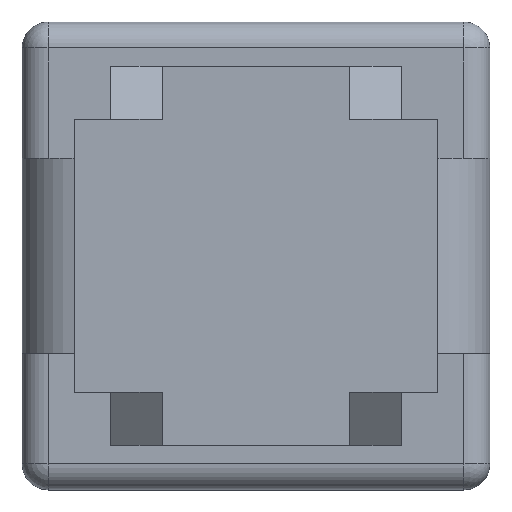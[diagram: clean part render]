
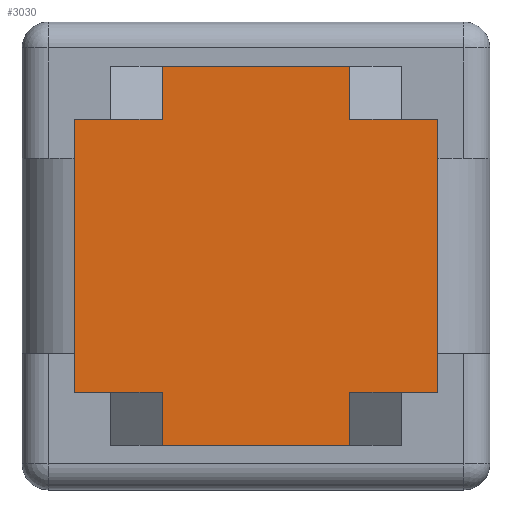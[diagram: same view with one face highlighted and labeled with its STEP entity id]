
A CAD part, top view. The second image highlights one B-rep face of the part: STEP entity #3030.
In plain terms, the highlighted planar face has unit normal (0, 0, 1).
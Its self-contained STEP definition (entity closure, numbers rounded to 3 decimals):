
#2879=CARTESIAN_POINT('',(-0.,0.,2.));
#2880=DIRECTION('',(-0.,-0.,1.));
#2881=DIRECTION('',(0.,1.,0.));
#2882=AXIS2_PLACEMENT_3D('',#2879,#2880,#2881);
#2883=PLANE('',#2882);
#2884=CARTESIAN_POINT('',(-4.625,-16.75,2.));
#2885=VERTEX_POINT('',#2884);
#2886=CARTESIAN_POINT('',(-7.,-16.75,2.));
#2887=VERTEX_POINT('',#2886);
#2888=CARTESIAN_POINT('',(-4.625,-16.75,2.));
#2889=DIRECTION('',(-1.,-0.,-0.));
#2890=VECTOR('',#2889,2.375);
#2891=LINE('',#2888,#2890);
#2892=EDGE_CURVE('',#2885,#2887,#2891,.T.);
#2893=ORIENTED_EDGE('',*,*,#2892,.F.);
#2894=CARTESIAN_POINT('',(-3.6,-16.75,2.));
#2895=VERTEX_POINT('',#2894);
#2896=CARTESIAN_POINT('',(-3.6,-16.75,2.));
#2897=DIRECTION('',(-1.,-0.,-0.));
#2898=VECTOR('',#2897,1.025);
#2899=LINE('',#2896,#2898);
#2900=EDGE_CURVE('',#2895,#2885,#2899,.T.);
#2901=ORIENTED_EDGE('',*,*,#2900,.F.);
#2902=CARTESIAN_POINT('',(-3.6,-18.8,2.));
#2903=VERTEX_POINT('',#2902);
#2904=CARTESIAN_POINT('',(-3.6,-18.8,2.));
#2905=DIRECTION('',(0.,1.,0.));
#2906=VECTOR('',#2905,2.05);
#2907=LINE('',#2904,#2906);
#2908=EDGE_CURVE('',#2903,#2895,#2907,.T.);
#2909=ORIENTED_EDGE('',*,*,#2908,.F.);
#2910=CARTESIAN_POINT('',(-0.,-18.8,2.));
#2911=VERTEX_POINT('',#2910);
#2912=CARTESIAN_POINT('',(-0.,-18.8,2.));
#2913=DIRECTION('',(-1.,0.,0.));
#2914=VECTOR('',#2913,3.6);
#2915=LINE('',#2912,#2914);
#2916=EDGE_CURVE('',#2911,#2903,#2915,.T.);
#2917=ORIENTED_EDGE('',*,*,#2916,.F.);
#2918=CARTESIAN_POINT('',(3.6,-18.8,2.));
#2919=VERTEX_POINT('',#2918);
#2920=CARTESIAN_POINT('',(3.6,-18.8,2.));
#2921=DIRECTION('',(-1.,0.,0.));
#2922=VECTOR('',#2921,3.6);
#2923=LINE('',#2920,#2922);
#2924=EDGE_CURVE('',#2919,#2911,#2923,.T.);
#2925=ORIENTED_EDGE('',*,*,#2924,.F.);
#2926=CARTESIAN_POINT('',(3.6,-16.75,2.));
#2927=VERTEX_POINT('',#2926);
#2928=CARTESIAN_POINT('',(3.6,-16.75,2.));
#2929=DIRECTION('',(-0.,-1.,-0.));
#2930=VECTOR('',#2929,2.05);
#2931=LINE('',#2928,#2930);
#2932=EDGE_CURVE('',#2927,#2919,#2931,.T.);
#2933=ORIENTED_EDGE('',*,*,#2932,.F.);
#2934=CARTESIAN_POINT('',(4.625,-16.75,2.));
#2935=VERTEX_POINT('',#2934);
#2936=CARTESIAN_POINT('',(4.625,-16.75,2.));
#2937=DIRECTION('',(-1.,-0.,-0.));
#2938=VECTOR('',#2937,1.025);
#2939=LINE('',#2936,#2938);
#2940=EDGE_CURVE('',#2935,#2927,#2939,.T.);
#2941=ORIENTED_EDGE('',*,*,#2940,.F.);
#2942=CARTESIAN_POINT('',(7.,-16.75,2.));
#2943=VERTEX_POINT('',#2942);
#2944=CARTESIAN_POINT('',(7.,-16.75,2.));
#2945=DIRECTION('',(-1.,-0.,-0.));
#2946=VECTOR('',#2945,2.375);
#2947=LINE('',#2944,#2946);
#2948=EDGE_CURVE('',#2943,#2935,#2947,.T.);
#2949=ORIENTED_EDGE('',*,*,#2948,.F.);
#2950=CARTESIAN_POINT('',(7.,-6.25,2.));
#2951=VERTEX_POINT('',#2950);
#2952=CARTESIAN_POINT('',(7.,-6.25,2.));
#2953=DIRECTION('',(-0.,-1.,-0.));
#2954=VECTOR('',#2953,10.5);
#2955=LINE('',#2952,#2954);
#2956=EDGE_CURVE('',#2951,#2943,#2955,.T.);
#2957=ORIENTED_EDGE('',*,*,#2956,.F.);
#2958=CARTESIAN_POINT('',(4.625,-6.25,2.));
#2959=VERTEX_POINT('',#2958);
#2960=CARTESIAN_POINT('',(4.625,-6.25,2.));
#2961=DIRECTION('',(1.,-0.,0.));
#2962=VECTOR('',#2961,2.375);
#2963=LINE('',#2960,#2962);
#2964=EDGE_CURVE('',#2959,#2951,#2963,.T.);
#2965=ORIENTED_EDGE('',*,*,#2964,.F.);
#2966=CARTESIAN_POINT('',(3.6,-6.25,2.));
#2967=VERTEX_POINT('',#2966);
#2968=CARTESIAN_POINT('',(3.6,-6.25,2.));
#2969=DIRECTION('',(1.,-0.,0.));
#2970=VECTOR('',#2969,1.025);
#2971=LINE('',#2968,#2970);
#2972=EDGE_CURVE('',#2967,#2959,#2971,.T.);
#2973=ORIENTED_EDGE('',*,*,#2972,.F.);
#2974=CARTESIAN_POINT('',(3.6,-4.2,2.));
#2975=VERTEX_POINT('',#2974);
#2976=CARTESIAN_POINT('',(3.6,-4.2,2.));
#2977=DIRECTION('',(-0.,-1.,-0.));
#2978=VECTOR('',#2977,2.05);
#2979=LINE('',#2976,#2978);
#2980=EDGE_CURVE('',#2975,#2967,#2979,.T.);
#2981=ORIENTED_EDGE('',*,*,#2980,.F.);
#2982=CARTESIAN_POINT('',(-0.,-4.2,2.));
#2983=VERTEX_POINT('',#2982);
#2984=CARTESIAN_POINT('',(-0.,-4.2,2.));
#2985=DIRECTION('',(1.,-0.,-0.));
#2986=VECTOR('',#2985,3.6);
#2987=LINE('',#2984,#2986);
#2988=EDGE_CURVE('',#2983,#2975,#2987,.T.);
#2989=ORIENTED_EDGE('',*,*,#2988,.F.);
#2990=CARTESIAN_POINT('',(-3.6,-4.2,2.));
#2991=VERTEX_POINT('',#2990);
#2992=CARTESIAN_POINT('',(-3.6,-4.2,2.));
#2993=DIRECTION('',(1.,-0.,-0.));
#2994=VECTOR('',#2993,3.6);
#2995=LINE('',#2992,#2994);
#2996=EDGE_CURVE('',#2991,#2983,#2995,.T.);
#2997=ORIENTED_EDGE('',*,*,#2996,.F.);
#2998=CARTESIAN_POINT('',(-3.6,-6.25,2.));
#2999=VERTEX_POINT('',#2998);
#3000=CARTESIAN_POINT('',(-3.6,-6.25,2.));
#3001=DIRECTION('',(0.,1.,0.));
#3002=VECTOR('',#3001,2.05);
#3003=LINE('',#3000,#3002);
#3004=EDGE_CURVE('',#2999,#2991,#3003,.T.);
#3005=ORIENTED_EDGE('',*,*,#3004,.F.);
#3006=CARTESIAN_POINT('',(-4.625,-6.25,2.));
#3007=VERTEX_POINT('',#3006);
#3008=CARTESIAN_POINT('',(-4.625,-6.25,2.));
#3009=DIRECTION('',(1.,-0.,0.));
#3010=VECTOR('',#3009,1.025);
#3011=LINE('',#3008,#3010);
#3012=EDGE_CURVE('',#3007,#2999,#3011,.T.);
#3013=ORIENTED_EDGE('',*,*,#3012,.F.);
#3014=CARTESIAN_POINT('',(-7.,-6.25,2.));
#3015=VERTEX_POINT('',#3014);
#3016=CARTESIAN_POINT('',(-7.,-6.25,2.));
#3017=DIRECTION('',(1.,-0.,0.));
#3018=VECTOR('',#3017,2.375);
#3019=LINE('',#3016,#3018);
#3020=EDGE_CURVE('',#3015,#3007,#3019,.T.);
#3021=ORIENTED_EDGE('',*,*,#3020,.F.);
#3022=CARTESIAN_POINT('',(-7.,-16.75,2.));
#3023=DIRECTION('',(0.,1.,0.));
#3024=VECTOR('',#3023,10.5);
#3025=LINE('',#3022,#3024);
#3026=EDGE_CURVE('',#2887,#3015,#3025,.T.);
#3027=ORIENTED_EDGE('',*,*,#3026,.F.);
#3028=EDGE_LOOP('',(#2893,#2901,#2909,#2917,#2925,#2933,#2941,#2949,#2957,#2965,#2973,#2981,#2989,#2997,#3005,#3013,#3021,#3027));
#3029=FACE_BOUND('',#3028,.T.);
#3030=ADVANCED_FACE('',(#3029),#2883,.T.);
